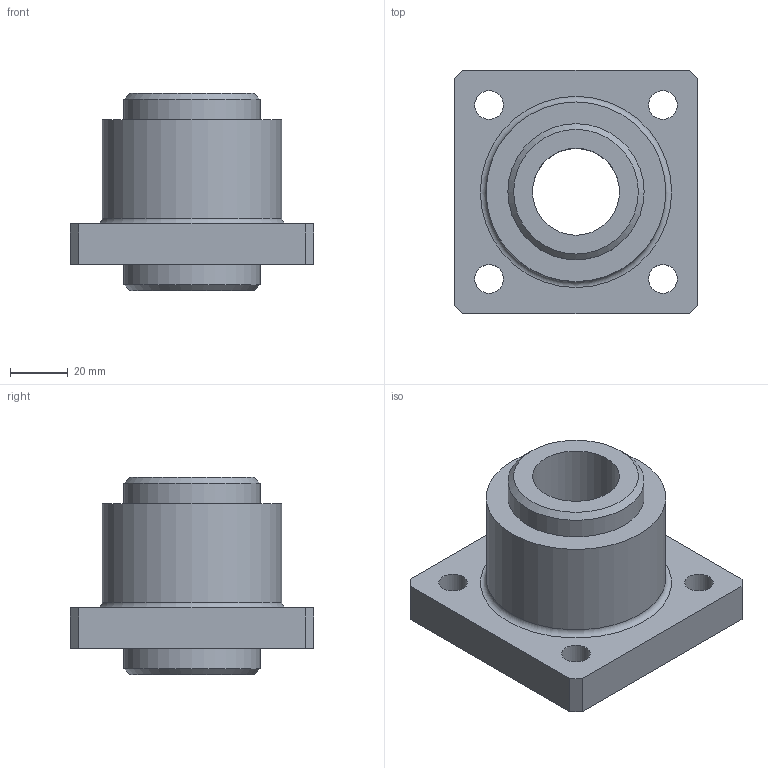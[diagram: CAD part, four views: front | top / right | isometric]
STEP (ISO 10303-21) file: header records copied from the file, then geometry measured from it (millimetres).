
FILE_DESCRIPTION( ( 'STEP AP214' ), '1' );
FILE_NAME( 'FGG-30_2_14a.stp', ' ', ( ' ' ), ( ' ' ), 'PSStep 15.0.47', 'PARTsolutions', ' ' );
FILE_SCHEMA( ( 'AUTOMOTIVE_DESIGN { 1 0 10303 214 1 1 1 1 }' ) );
Length unit declared in the file: millimetre
Products named in the file (1): HI_FGG-30
Bounding box: 84 x 84 x 68 mm (x, y, z)
Volume: 185666.2 mm3; surface area: 33950.6 mm2
Topology: 1 solids, 1 shells, 24 faces, 55 edges, 36 vertices
Faces by surface type: plane 13, cylinder 8, cone 2, torus 1
Full cylindrical faces by diameter (mm): 9.9 x4, 30 x1, 47 x2, 62 x1
Entity records: 846 total; most frequent: DIRECTION 112, CARTESIAN_POINT 103, ORIENTED_EDGE 86, EDGE_LOOP 48, AXIS2_PLACEMENT_3D 44, EDGE_CURVE 43, VERTEX_POINT 35, FACE_OUTER_BOUND 33
